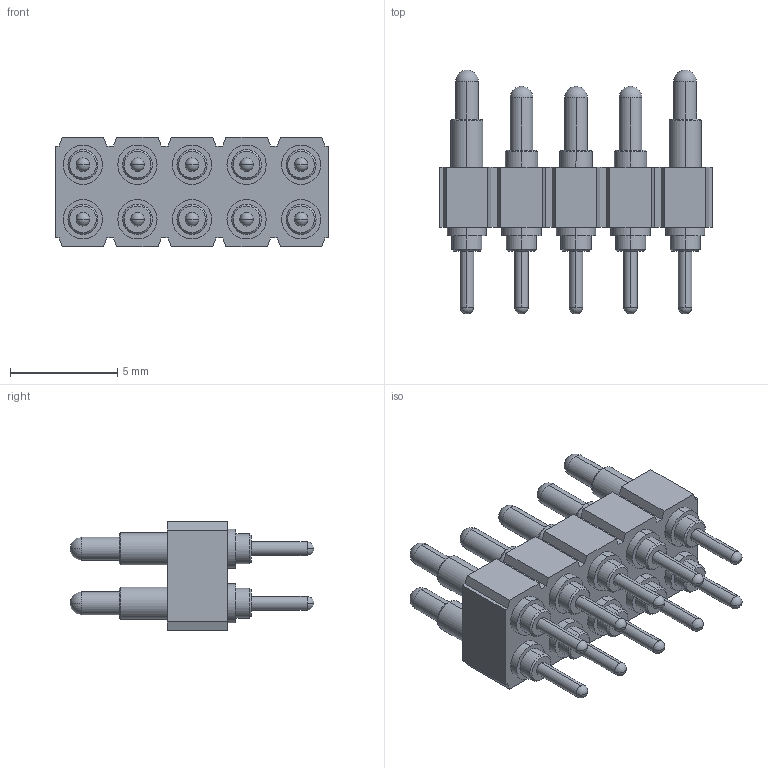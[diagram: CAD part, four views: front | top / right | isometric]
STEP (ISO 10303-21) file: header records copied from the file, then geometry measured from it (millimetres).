
FILE_DESCRIPTION (( 'STEP AP214' ), '1' );
FILE_NAME ('mill-max-827-22-010-10-020101.step', '2021-02-11T19:35:44', ( '' ), ( '' ), 'SwSTEP 2.0', 'SolidWorks 2020', '' );
FILE_SCHEMA (( 'AUTOMOTIVE_DESIGN' ));
Length unit declared in the file: inch
Products named in the file (4): mill-max-827-22-010-10-020101_0914-0_default; mill-max-827-22-010-10-020101_0914-1_default; mill-max-827-22-010-10-020101; mill-max-827-22-010-10-020101_P4XX-28-010-00-090000_P410-28-010-00-090000
Assembly tree (11 placements, depth 2):
  mill-max-827-22-010-10-020101
    mill-max-827-22-010-10-020101_P4XX-28-010-00-090000_P410-28-010-00-090000
    mill-max-827-22-010-10-020101_0914-0_default  x6
    mill-max-827-22-010-10-020101_0914-1_default  x4
Bounding box: 12.7 x 11.35 x 5.08 mm (x, y, z)
Volume: 245.9 mm3; surface area: 774.5 mm2
Topology: 11 solids, 11 shells, 336 faces, 792 edges, 488 vertices
Faces by surface type: cylinder 140, plane 96, cone 60, sphere 40
Entity records: 3918 total; most frequent: DIRECTION 688, CARTESIAN_POINT 638, ORIENTED_EDGE 608, EDGE_CURVE 304, AXIS2_PLACEMENT_3D 250, VERTEX_POINT 200, VECTOR 188, LINE 188
